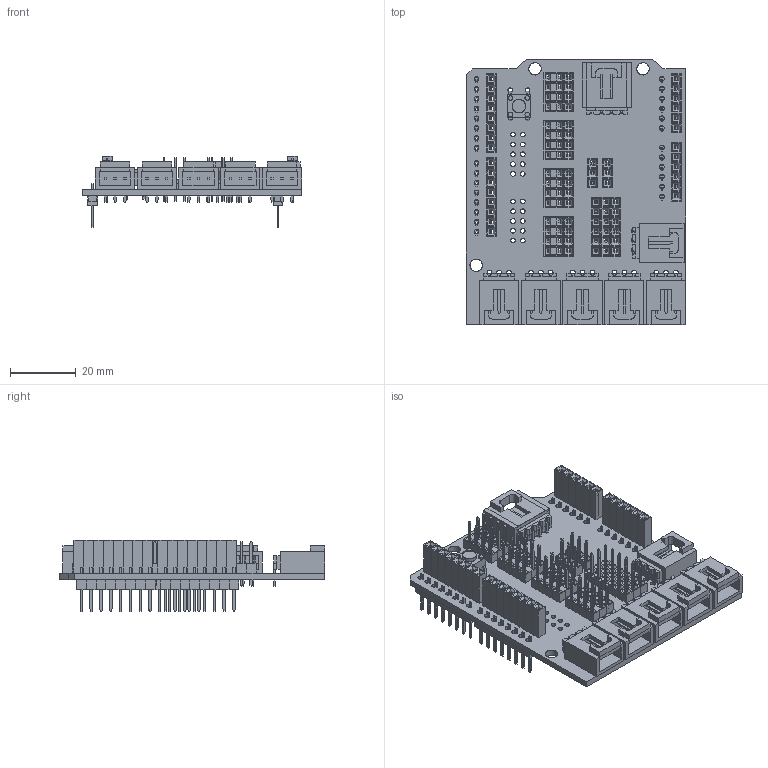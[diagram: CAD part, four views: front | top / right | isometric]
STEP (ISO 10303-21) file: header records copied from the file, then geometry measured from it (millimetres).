
FILE_DESCRIPTION(('FreeCAD Model'),'2;1');
FILE_NAME('Open CASCADE Shape Model','2025-04-17T14:39:38',('FreeCAD'),( 'FreeCAD'),'Open CASCADE STEP processor 7.6','FreeCAD','Unknown');
FILE_SCHEMA(('AUTOMOTIVE_DESIGN { 1 0 10303 214 1 1 1 1 }'));
Products named in the file (1): Open CASCADE STEP translator 7.6 1
Bounding box: 66.9 x 81.11 x 21.78 mm (x, y, z)
Surface area: 39226.4 mm2 (no closed solid volume)
Topology: 0 solids, 5043 shells, 5043 faces, 25659 edges, 26157 vertices
Faces by surface type: bspline 5043
Entity records: 244664 total; most frequent: CARTESIAN_POINT 115002, ORIENTED_EDGE 25161, EDGE_CURVE 24984, VERTEX_POINT 24807, B_SPLINE_CURVE_WITH_KNOTS 22845, FACE_BOUND 5700, EDGE_LOOP 5700, SHELL_BASED_SURFACE_MODEL 5043
